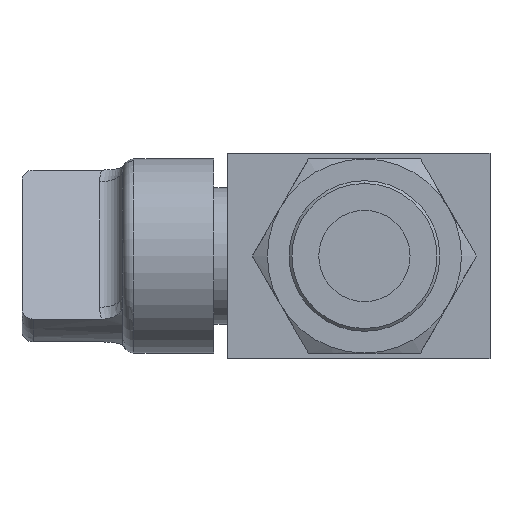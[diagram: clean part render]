
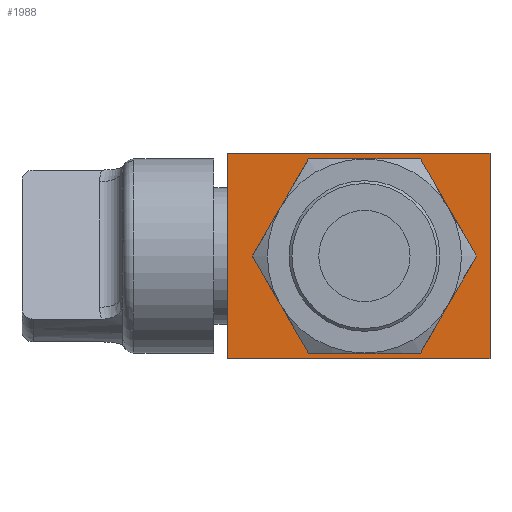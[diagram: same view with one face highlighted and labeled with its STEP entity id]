
A CAD part, left-side view. The second image highlights one B-rep face of the part: STEP entity #1988.
In plain terms, the highlighted planar face has unit normal (-1, 0, 0).
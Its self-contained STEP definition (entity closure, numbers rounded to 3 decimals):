
#298 = VERTEX_POINT ( 'NONE', #798 ) ;
#306 = VERTEX_POINT ( 'NONE', #806 ) ;
#328 = ORIENTED_EDGE ( 'NONE', *, *, #1873, .T. ) ;
#331 = ORIENTED_EDGE ( 'NONE', *, *, #1874, .F. ) ;
#332 = ORIENTED_EDGE ( 'NONE', *, *, #1872, .F. ) ;
#333 = ORIENTED_EDGE ( 'NONE', *, *, #1867, .T. ) ;
#335 = ORIENTED_EDGE ( 'NONE', *, *, #1875, .F. ) ;
#337 = ORIENTED_EDGE ( 'NONE', *, *, #1857, .F. ) ;
#418 = VERTEX_POINT ( 'NONE', #820 ) ;
#419 = VERTEX_POINT ( 'NONE', #821 ) ;
#421 = VERTEX_POINT ( 'NONE', #823 ) ;
#424 = VERTEX_POINT ( 'NONE', #826 ) ;
#798 = CARTESIAN_POINT ( 'NONE',  ( -12., 0., 6.5 ) ) ;
#806 = CARTESIAN_POINT ( 'NONE',  ( -12., 0., -6.5 ) ) ;
#820 = CARTESIAN_POINT ( 'NONE',  ( -12., -11., -9. ) ) ;
#821 = CARTESIAN_POINT ( 'NONE',  ( -12., -11., 9. ) ) ;
#823 = CARTESIAN_POINT ( 'NONE',  ( -12., 12., -9. ) ) ;
#826 = CARTESIAN_POINT ( 'NONE',  ( -12., 12., 9. ) ) ;
#1429 = VECTOR ( 'NONE', #2161, 1000. ) ;
#1435 = AXIS2_PLACEMENT_3D ( 'NONE', #2173, #2183, #2184 ) ;
#1436 = VECTOR ( 'NONE', #2176, 1000. ) ;
#1437 = VECTOR ( 'NONE', #2179, 1000. ) ;
#1439 = VECTOR ( 'NONE', #2182, 1000. ) ;
#1857 = EDGE_CURVE ( 'NONE', #298, #306, #2060, .T. ) ;
#1867 = EDGE_CURVE ( 'NONE', #424, #421, #2159, .T. ) ;
#1872 = EDGE_CURVE ( 'NONE', #419, #418, #2174, .T. ) ;
#1873 = EDGE_CURVE ( 'NONE', #421, #418, #2177, .T. ) ;
#1874 = EDGE_CURVE ( 'NONE', #424, #419, #2180, .T. ) ;
#1875 = EDGE_CURVE ( 'NONE', #306, #298, #2066, .T. ) ;
#1988 = ADVANCED_FACE ( 'NONE', ( #2872, #2870 ), #2530, .F. ) ;
#2060 = CIRCLE ( 'NONE', #3161, 6.5 ) ;
#2066 = CIRCLE ( 'NONE', #1435, 6.5 ) ;
#2159 = LINE ( 'NONE', #2160, #1429 ) ;
#2160 = CARTESIAN_POINT ( 'NONE',  ( -12., 12., 9. ) ) ;
#2161 = DIRECTION ( 'NONE',  ( 0., 0., -1. ) ) ;
#2173 = CARTESIAN_POINT ( 'NONE',  ( -12., 0., 0. ) ) ;
#2174 = LINE ( 'NONE', #2175, #1436 ) ;
#2175 = CARTESIAN_POINT ( 'NONE',  ( -12., -11., 9. ) ) ;
#2176 = DIRECTION ( 'NONE',  ( 0., 0., -1. ) ) ;
#2177 = LINE ( 'NONE', #2178, #1437 ) ;
#2178 = CARTESIAN_POINT ( 'NONE',  ( -12., -11., -9. ) ) ;
#2179 = DIRECTION ( 'NONE',  ( 0., -1., 0. ) ) ;
#2180 = LINE ( 'NONE', #2181, #1439 ) ;
#2181 = CARTESIAN_POINT ( 'NONE',  ( -12., -11., 9. ) ) ;
#2182 = DIRECTION ( 'NONE',  ( 0., -1., 0. ) ) ;
#2183 = DIRECTION ( 'NONE',  ( -1., 0., 0. ) ) ;
#2184 = DIRECTION ( 'NONE',  ( 0., 0., -1. ) ) ;
#2530 = PLANE ( 'NONE',  #2880 ) ;
#2531 = CARTESIAN_POINT ( 'NONE',  ( -12., -11., 9. ) ) ;
#2532 = DIRECTION ( 'NONE',  ( 1., 0., 0. ) ) ;
#2533 = DIRECTION ( 'NONE',  ( 0., 0., -1. ) ) ;
#2732 = CARTESIAN_POINT ( 'NONE',  ( -12., 0., 0. ) ) ;
#2733 = DIRECTION ( 'NONE',  ( -1., 0., 0. ) ) ;
#2734 = DIRECTION ( 'NONE',  ( 0., 0., -1. ) ) ;
#2754 = EDGE_LOOP ( 'NONE', ( #328, #332, #331, #333 ) ) ;
#2777 = EDGE_LOOP ( 'NONE', ( #335, #337 ) ) ;
#2870 = FACE_BOUND ( 'NONE', #2777, .T. ) ;
#2872 = FACE_OUTER_BOUND ( 'NONE', #2754, .T. ) ;
#2880 = AXIS2_PLACEMENT_3D ( 'NONE', #2531, #2532, #2533 ) ;
#3161 = AXIS2_PLACEMENT_3D ( 'NONE', #2732, #2733, #2734 ) ;
